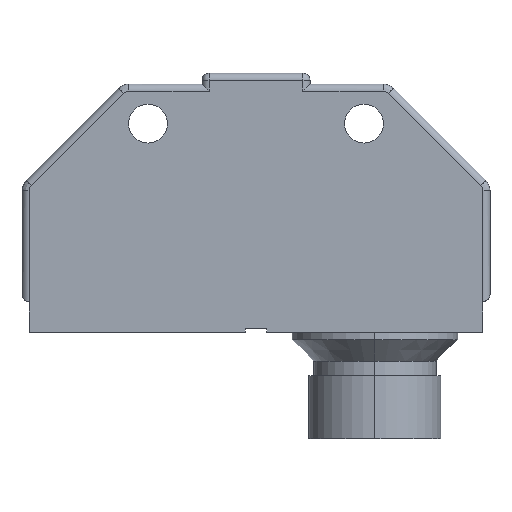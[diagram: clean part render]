
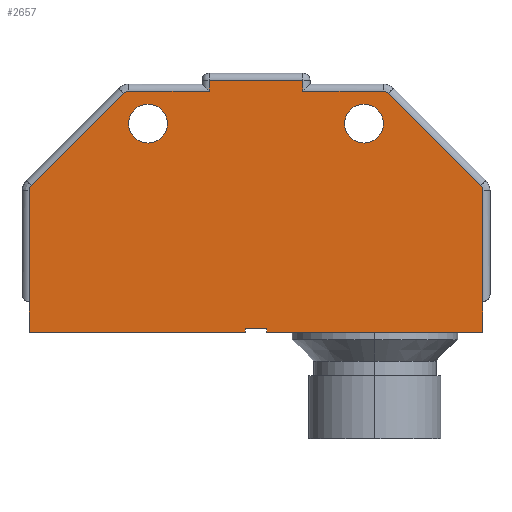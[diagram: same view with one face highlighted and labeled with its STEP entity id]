
A CAD part, front view. The second image highlights one B-rep face of the part: STEP entity #2657.
In plain terms, the highlighted planar face has unit normal (0, -1, 0).
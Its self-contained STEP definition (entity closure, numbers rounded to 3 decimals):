
#41=CARTESIAN_POINT('',(15.,0.,28.5));
#42=DIRECTION('',(0.,-1.,0.));
#43=DIRECTION('',(-1.,0.,0.));
#44=AXIS2_PLACEMENT_3D('',#41,#42,#43);
#50=CARTESIAN_POINT('',(15.,0.,28.5));
#51=DIRECTION('',(0.,-1.,0.));
#52=DIRECTION('',(1.,0.,0.));
#53=AXIS2_PLACEMENT_3D('',#50,#51,#52);
#58=CARTESIAN_POINT('',(-15.,0.,28.5));
#59=DIRECTION('',(0.,-1.,0.));
#60=DIRECTION('',(-1.,0.,0.));
#61=AXIS2_PLACEMENT_3D('',#58,#59,#60);
#66=CARTESIAN_POINT('',(-15.,0.,28.5));
#67=DIRECTION('',(0.,-1.,0.));
#68=DIRECTION('',(1.,0.,0.));
#69=AXIS2_PLACEMENT_3D('',#66,#67,#68);
#74=CARTESIAN_POINT('',(-30.5,0.,19.172));
#75=DIRECTION('',(0.,1.,0.));
#76=DIRECTION('',(-1.,0.,0.));
#77=AXIS2_PLACEMENT_3D('',#74,#75,#76);
#82=DIRECTION('',(0.707,0.,0.707));
#83=VECTOR('',#82,18.142);
#84=CARTESIAN_POINT('',(-31.207,0.,19.879));
#85=LINE('',#84,#83);
#89=CARTESIAN_POINT('',(-17.672,0.,32.));
#90=DIRECTION('',(0.,1.,0.));
#91=DIRECTION('',(-0.707,0.,0.707));
#92=AXIS2_PLACEMENT_3D('',#89,#90,#91);
#97=CARTESIAN_POINT('',(17.672,0.,32.));
#98=DIRECTION('',(0.,1.,0.));
#99=DIRECTION('',(0.,0.,1.));
#100=AXIS2_PLACEMENT_3D('',#97,#98,#99);
#105=DIRECTION('',(0.707,0.,-0.707));
#106=VECTOR('',#105,18.142);
#107=CARTESIAN_POINT('',(18.379,0.,32.707));
#108=LINE('',#107,#106);
#112=CARTESIAN_POINT('',(30.5,0.,19.172));
#113=DIRECTION('',(0.,1.,0.));
#114=DIRECTION('',(0.707,0.,0.707));
#115=AXIS2_PLACEMENT_3D('',#112,#113,#114);
#120=DIRECTION('',(0.,0.,-1.));
#121=VECTOR('',#120,4.254);
#122=CARTESIAN_POINT('',(31.5,0.,3.754));
#123=LINE('',#122,#121);
#127=DIRECTION('',(0.,0.,1.));
#128=VECTOR('',#127,0.508);
#129=CARTESIAN_POINT('',(1.5,0.,-0.5));
#130=LINE('',#129,#128);
#134=CARTESIAN_POINT('',(0.,0.,134.031));
#135=DIRECTION('',(0.,-1.,0.));
#136=DIRECTION('',(-0.011,0.,-1.));
#137=AXIS2_PLACEMENT_3D('',#134,#135,#136);
#142=DIRECTION('',(0.,0.,-1.));
#143=VECTOR('',#142,0.508);
#144=CARTESIAN_POINT('',(-1.5,0.,0.008));
#145=LINE('',#144,#143);
#149=DIRECTION('',(0.,0.,1.));
#150=VECTOR('',#149,4.254);
#151=CARTESIAN_POINT('',(-31.5,0.,-0.5));
#152=LINE('',#151,#150);
#445=DIRECTION('',(0.,0.,1.));
#446=VECTOR('',#445,1.5);
#447=CARTESIAN_POINT('',(6.5,0.,33.));
#448=LINE('',#447,#446);
#497=DIRECTION('',(-1.,0.,0.));
#498=VECTOR('',#497,13.);
#499=CARTESIAN_POINT('',(6.5,0.,34.5));
#500=LINE('',#499,#498);
#634=DIRECTION('',(-1.,0.,0.));
#635=VECTOR('',#634,11.172);
#636=CARTESIAN_POINT('',(-6.5,0.,33.));
#637=LINE('',#636,#635);
#703=DIRECTION('',(0.,0.,-1.));
#704=VECTOR('',#703,15.417);
#705=CARTESIAN_POINT('',(-31.5,0.,
19.172));
#706=LINE('',#705,#704);
#744=CARTESIAN_POINT('',(-31.5,0.,3.754));
#765=CARTESIAN_POINT('',(31.5,0.,3.754));
#983=DIRECTION('',(0.,0.,1.));
#984=VECTOR('',#983,15.417);
#985=CARTESIAN_POINT('',(31.5,0.,3.754));
#986=LINE('',#985,#984);
#1052=DIRECTION('',(-1.,0.,0.));
#1053=VECTOR('',#1052,11.172);
#1054=CARTESIAN_POINT('',(17.672,0.,
33.));
#1055=LINE('',#1054,#1053);
#1428=DIRECTION('',(1.,0.,0.));
#1429=VECTOR('',#1428,30.);
#1430=CARTESIAN_POINT('',(-31.5,0.,-0.5));
#1431=LINE('',#1430,#1429);
#1557=DIRECTION('',(1.,0.,0.));
#1558=VECTOR('',#1557,30.);
#1559=CARTESIAN_POINT('',(1.5,0.,-0.5));
#1560=LINE('',#1559,#1558);
#2242=DIRECTION('',(0.,0.,-1.));
#2243=VECTOR('',#2242,1.5);
#2244=CARTESIAN_POINT('',(-6.5,0.,34.5));
#2245=LINE('',#2244,#2243);
#2262=CARTESIAN_POINT('',(6.5,0.,33.));
#2263=CARTESIAN_POINT('',(6.5,0.,34.5));
#2264=VERTEX_POINT('',#2262);
#2265=VERTEX_POINT('',#2263);
#2266=CARTESIAN_POINT('',(17.672,0.,
33.));
#2267=VERTEX_POINT('',#2266);
#2268=CARTESIAN_POINT('',(18.379,0.,
32.707));
#2269=VERTEX_POINT('',#2268);
#2270=CARTESIAN_POINT('',(31.207,0.,
19.879));
#2271=VERTEX_POINT('',#2270);
#2272=CARTESIAN_POINT('',(31.5,0.,
19.172));
#2273=VERTEX_POINT('',#2272);
#2274=CARTESIAN_POINT('',(-31.5,0.,
19.172));
#2275=CARTESIAN_POINT('',(-31.207,0.,
19.879));
#2276=VERTEX_POINT('',#2274);
#2277=VERTEX_POINT('',#2275);
#2278=CARTESIAN_POINT('',(-18.379,0.,
32.707));
#2279=VERTEX_POINT('',#2278);
#2280=CARTESIAN_POINT('',(-17.672,0.,
33.));
#2281=VERTEX_POINT('',#2280);
#2282=CARTESIAN_POINT('',(-6.5,0.,33.));
#2283=VERTEX_POINT('',#2282);
#2284=CARTESIAN_POINT('',(-6.5,0.,34.5));
#2285=VERTEX_POINT('',#2284);
#2286=CARTESIAN_POINT('',(12.3,0.,28.5));
#2287=CARTESIAN_POINT('',(17.7,0.,28.5));
#2288=VERTEX_POINT('',#2286);
#2289=VERTEX_POINT('',#2287);
#2290=CARTESIAN_POINT('',(-17.7,0.,28.5));
#2291=CARTESIAN_POINT('',(-12.3,0.,28.5));
#2292=VERTEX_POINT('',#2290);
#2293=VERTEX_POINT('',#2291);
#2414=CARTESIAN_POINT('',(-1.5,0.,0.008));
#2415=CARTESIAN_POINT('',(1.5,0.,0.008));
#2416=VERTEX_POINT('',#2414);
#2417=VERTEX_POINT('',#2415);
#2418=CARTESIAN_POINT('',(-1.5,0.,-0.5));
#2419=VERTEX_POINT('',#2418);
#2420=CARTESIAN_POINT('',(1.5,0.,-0.5));
#2421=VERTEX_POINT('',#2420);
#2422=CARTESIAN_POINT('',(-31.5,0.,-0.5));
#2423=VERTEX_POINT('',#2422);
#2424=CARTESIAN_POINT('',(31.5,0.,-0.5));
#2425=VERTEX_POINT('',#2424);
#2438=VERTEX_POINT('',#744);
#2451=VERTEX_POINT('',#765);
#2598=CARTESIAN_POINT('',(0.,0.,0.));
#2599=DIRECTION('',(0.,1.,0.));
#2600=DIRECTION('',(1.,0.,0.));
#2601=AXIS2_PLACEMENT_3D('',#2598,#2599,#2600);
#2602=PLANE('',#2601);
#2604=ORIENTED_EDGE('',*,*,#2603,.F.);
#2606=ORIENTED_EDGE('',*,*,#2605,.T.);
#2608=ORIENTED_EDGE('',*,*,#2607,.T.);
#2610=ORIENTED_EDGE('',*,*,#2609,.T.);
#2612=ORIENTED_EDGE('',*,*,#2611,.F.);
#2614=ORIENTED_EDGE('',*,*,#2613,.F.);
#2616=ORIENTED_EDGE('',*,*,#2615,.F.);
#2618=ORIENTED_EDGE('',*,*,#2617,.F.);
#2620=ORIENTED_EDGE('',*,*,#2619,.F.);
#2622=ORIENTED_EDGE('',*,*,#2621,.T.);
#2624=ORIENTED_EDGE('',*,*,#2623,.T.);
#2626=ORIENTED_EDGE('',*,*,#2625,.T.);
#2628=ORIENTED_EDGE('',*,*,#2627,.F.);
#2630=ORIENTED_EDGE('',*,*,#2629,.T.);
#2632=ORIENTED_EDGE('',*,*,#2631,.F.);
#2634=ORIENTED_EDGE('',*,*,#2633,.T.);
#2636=ORIENTED_EDGE('',*,*,#2635,.F.);
#2638=ORIENTED_EDGE('',*,*,#2637,.T.);
#2640=ORIENTED_EDGE('',*,*,#2639,.F.);
#2642=ORIENTED_EDGE('',*,*,#2641,.T.);
#2643=EDGE_LOOP('',(#2604,#2606,#2608,#2610,#2612,#2614,#2616,#2618,#2620,#2622,
#2624,#2626,#2628,#2630,#2632,#2634,#2636,#2638,#2640,#2642));
#2644=FACE_OUTER_BOUND('',#2643,.F.);
#2646=ORIENTED_EDGE('',*,*,#2645,.T.);
#2648=ORIENTED_EDGE('',*,*,#2647,.T.);
#2649=EDGE_LOOP('',(#2646,#2648));
#2650=FACE_BOUND('',#2649,.F.);
#2652=ORIENTED_EDGE('',*,*,#2651,.T.);
#2654=ORIENTED_EDGE('',*,*,#2653,.T.);
#2655=EDGE_LOOP('',(#2652,#2654));
#2656=FACE_BOUND('',#2655,.F.);
#2657=ADVANCED_FACE('',(#2644,#2650,#2656),#2602,.F.);
#45=CIRCLE('',#44,2.7);
#54=CIRCLE('',#53,2.7);
#62=CIRCLE('',#61,2.7);
#70=CIRCLE('',#69,2.7);
#78=CIRCLE('',#77,1.);
#93=CIRCLE('',#92,1.);
#101=CIRCLE('',#100,1.);
#116=CIRCLE('',#115,1.);
#138=CIRCLE('',#137,134.031);
#2603=EDGE_CURVE('',#2276,#2438,#706,.T.);
#2605=EDGE_CURVE('',#2276,#2277,#78,.T.);
#2607=EDGE_CURVE('',#2277,#2279,#85,.T.);
#2609=EDGE_CURVE('',#2279,#2281,#93,.T.);
#2611=EDGE_CURVE('',#2283,#2281,#637,.T.);
#2613=EDGE_CURVE('',#2285,#2283,#2245,.T.);
#2615=EDGE_CURVE('',#2265,#2285,#500,.T.);
#2617=EDGE_CURVE('',#2264,#2265,#448,.T.);
#2619=EDGE_CURVE('',#2267,#2264,#1055,.T.);
#2621=EDGE_CURVE('',#2267,#2269,#101,.T.);
#2623=EDGE_CURVE('',#2269,#2271,#108,.T.);
#2625=EDGE_CURVE('',#2271,#2273,#116,.T.);
#2627=EDGE_CURVE('',#2451,#2273,#986,.T.);
#2629=EDGE_CURVE('',#2451,#2425,#123,.T.);
#2631=EDGE_CURVE('',#2421,#2425,#1560,.T.);
#2633=EDGE_CURVE('',#2421,#2417,#130,.T.);
#2635=EDGE_CURVE('',#2416,#2417,#138,.T.);
#2637=EDGE_CURVE('',#2416,#2419,#145,.T.);
#2639=EDGE_CURVE('',#2423,#2419,#1431,.T.);
#2641=EDGE_CURVE('',#2423,#2438,#152,.T.);
#2645=EDGE_CURVE('',#2292,#2293,#62,.T.);
#2647=EDGE_CURVE('',#2293,#2292,#70,.T.);
#2651=EDGE_CURVE('',#2288,#2289,#45,.T.);
#2653=EDGE_CURVE('',#2289,#2288,#54,.T.);
